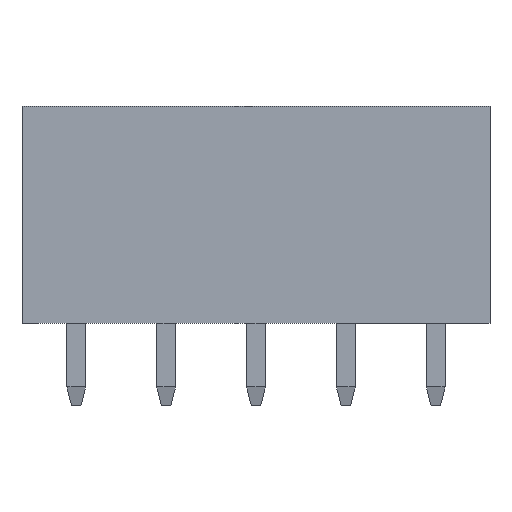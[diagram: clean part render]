
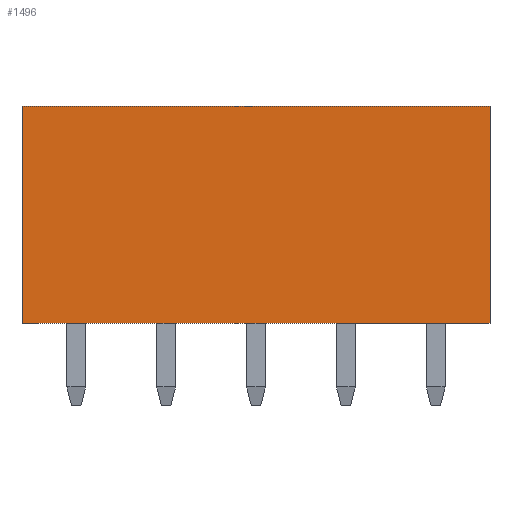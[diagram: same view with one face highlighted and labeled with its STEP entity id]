
A CAD part, front view. The second image highlights one B-rep face of the part: STEP entity #1496.
In plain terms, the highlighted planar face has unit normal (0, -1, 0).
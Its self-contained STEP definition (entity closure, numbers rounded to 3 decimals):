
#231 = EDGE_CURVE('',#232,#234,#236,.T.);
#232 = VERTEX_POINT('',#233);
#233 = CARTESIAN_POINT('',(9.92,-2.977,9.288));
#234 = VERTEX_POINT('',#235);
#235 = CARTESIAN_POINT('',(-9.92,-2.977,9.288));
#236 = LINE('',#237,#238);
#237 = CARTESIAN_POINT('',(21.35,-2.977,9.288));
#238 = VECTOR('',#239,1.);
#239 = DIRECTION('',(-1.,0.,0.));
#1137 = VERTEX_POINT('',#1138);
#1138 = CARTESIAN_POINT('',(-9.92,-2.977,0.088));
#1144 = EDGE_CURVE('',#1137,#234,#1145,.T.);
#1145 = LINE('',#1146,#1147);
#1146 = CARTESIAN_POINT('',(-9.92,-2.977,0.088));
#1147 = VECTOR('',#1148,1.);
#1148 = DIRECTION('',(0.,0.,1.));
#1252 = VERTEX_POINT('',#1253);
#1253 = CARTESIAN_POINT('',(9.92,-2.977,0.088));
#1259 = EDGE_CURVE('',#1252,#1137,#1260,.T.);
#1260 = LINE('',#1261,#1262);
#1261 = CARTESIAN_POINT('',(21.35,-2.977,0.088));
#1262 = VECTOR('',#1263,1.);
#1263 = DIRECTION('',(-1.,0.,0.));
#1496 = ADVANCED_FACE('',(#1497),#1508,.T.);
#1497 = FACE_BOUND('',#1498,.T.);
#1498 = EDGE_LOOP('',(#1499,#1500,#1506,#1507));
#1499 = ORIENTED_EDGE('',*,*,#1259,.F.);
#1500 = ORIENTED_EDGE('',*,*,#1501,.T.);
#1501 = EDGE_CURVE('',#1252,#232,#1502,.T.);
#1502 = LINE('',#1503,#1504);
#1503 = CARTESIAN_POINT('',(9.92,-2.977,0.088));
#1504 = VECTOR('',#1505,1.);
#1505 = DIRECTION('',(0.,0.,1.));
#1506 = ORIENTED_EDGE('',*,*,#231,.T.);
#1507 = ORIENTED_EDGE('',*,*,#1144,.F.);
#1508 = PLANE('',#1509);
#1509 = AXIS2_PLACEMENT_3D('',#1510,#1511,#1512);
#1510 = CARTESIAN_POINT('',(21.35,-2.977,0.088));
#1511 = DIRECTION('',(0.,-1.,0.));
#1512 = DIRECTION('',(-1.,0.,0.));
